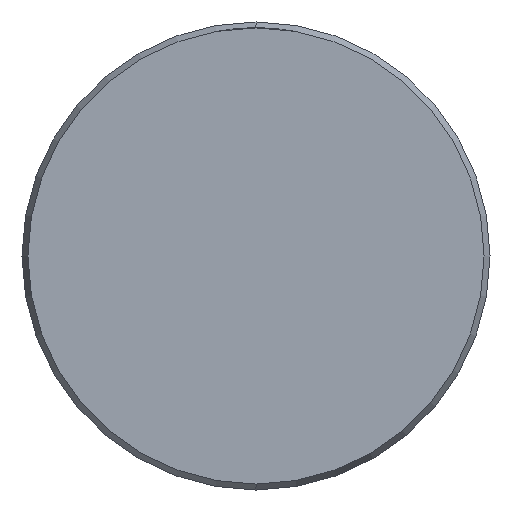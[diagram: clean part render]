
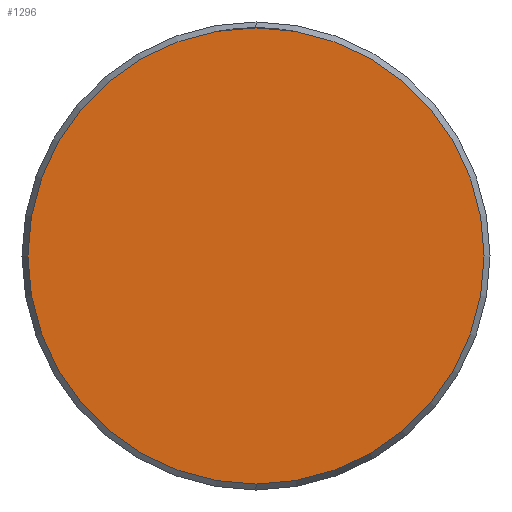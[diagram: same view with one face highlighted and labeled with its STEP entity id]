
A CAD part, left-side view. The second image highlights one B-rep face of the part: STEP entity #1296.
In plain terms, the highlighted planar face has unit normal (-1, 0, 0).
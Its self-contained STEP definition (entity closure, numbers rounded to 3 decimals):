
#12 = CIRCLE ( 'NONE', #2247, 19.25 ) ;
#507 = PLANE ( 'NONE',  #2308 ) ;
#570 = DIRECTION ( 'NONE',  ( 0., 0., -1. ) ) ;
#670 = DIRECTION ( 'NONE',  ( 0., 0., -1. ) ) ;
#938 = EDGE_CURVE ( 'NONE', #3406, #3977, #1856, .T. ) ;
#1168 = CARTESIAN_POINT ( 'NONE',  ( 0., 0., 0. ) ) ;
#1296 = ADVANCED_FACE ( 'NONE', ( #2795 ), #507, .F. ) ;
#1514 = CARTESIAN_POINT ( 'NONE',  ( 0., 0., -19.25 ) ) ;
#1552 = EDGE_LOOP ( 'NONE', ( #3078, #2572 ) ) ;
#1728 = CARTESIAN_POINT ( 'NONE',  ( 0., 0., 19.25 ) ) ;
#1856 = CIRCLE ( 'NONE', #2318, 19.25 ) ;
#1925 = DIRECTION ( 'NONE',  ( 1., 0., 0. ) ) ;
#2050 = CARTESIAN_POINT ( 'NONE',  ( 0., 0., 0. ) ) ;
#2247 = AXIS2_PLACEMENT_3D ( 'NONE', #1168, #2287, #3727 ) ;
#2272 = CARTESIAN_POINT ( 'NONE',  ( 0., 0., 0. ) ) ;
#2287 = DIRECTION ( 'NONE',  ( 1., 0., 0. ) ) ;
#2308 = AXIS2_PLACEMENT_3D ( 'NONE', #2050, #4428, #670 ) ;
#2318 = AXIS2_PLACEMENT_3D ( 'NONE', #2272, #1925, #570 ) ;
#2572 = ORIENTED_EDGE ( 'NONE', *, *, #938, .F. ) ;
#2795 = FACE_OUTER_BOUND ( 'NONE', #1552, .T. ) ;
#3078 = ORIENTED_EDGE ( 'NONE', *, *, #3639, .F. ) ;
#3406 = VERTEX_POINT ( 'NONE', #1728 ) ;
#3639 = EDGE_CURVE ( 'NONE', #3977, #3406, #12, .T. ) ;
#3727 = DIRECTION ( 'NONE',  ( 0., 0., -1. ) ) ;
#3977 = VERTEX_POINT ( 'NONE', #1514 ) ;
#4428 = DIRECTION ( 'NONE',  ( 1., 0., 0. ) ) ;
